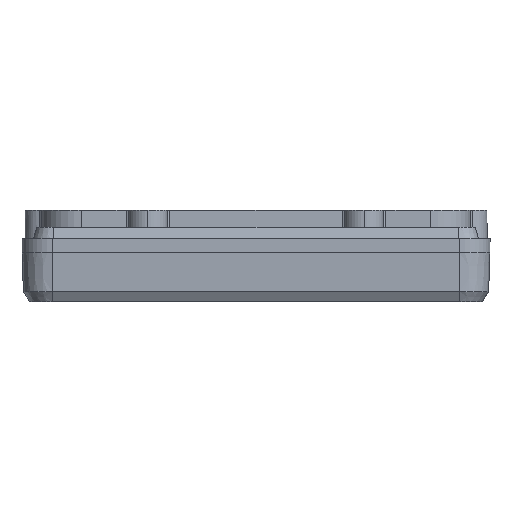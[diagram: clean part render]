
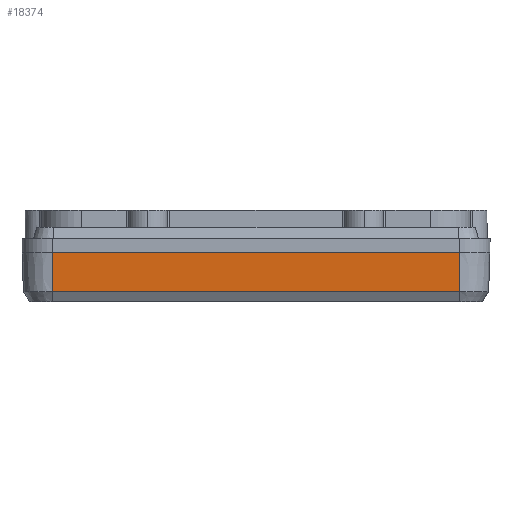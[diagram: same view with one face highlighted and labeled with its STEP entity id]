
A CAD part, left-side view. The second image highlights one B-rep face of the part: STEP entity #18374.
In plain terms, the highlighted planar face has unit normal (-0.999, 0, -0.035).
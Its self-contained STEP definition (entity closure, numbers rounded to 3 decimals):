
#462 = ORIENTED_EDGE ( 'NONE', *, *, #36128, .F. ) ;
#686 = VERTEX_POINT ( 'NONE', #8873 ) ;
#757 = EDGE_CURVE ( 'NONE', #9832, #25285, #12442, .T. ) ;
#1564 = CARTESIAN_POINT ( 'NONE',  ( -434.011, -58.906, 1.76 ) ) ;
#2421 = VECTOR ( 'NONE', #31614, 1000. ) ;
#2955 = CARTESIAN_POINT ( 'NONE',  ( -434.249, 11.965, 8.554 ) ) ;
#3134 = LINE ( 'NONE', #2955, #2421 ) ;
#6031 = CARTESIAN_POINT ( 'NONE',  ( -433.95, -58.906, -0.008 ) ) ;
#6242 = DIRECTION ( 'NONE',  ( 0., -1., 0. ) ) ;
#6790 = CARTESIAN_POINT ( 'NONE',  ( -434.011, 11.965, 1.76 ) ) ;
#8649 = LINE ( 'NONE', #6031, #22222 ) ;
#8873 = CARTESIAN_POINT ( 'NONE',  ( -434.249, 11.965, 8.554 ) ) ;
#9832 = VERTEX_POINT ( 'NONE', #23207 ) ;
#10309 = VERTEX_POINT ( 'NONE', #17889 ) ;
#11099 = DIRECTION ( 'NONE',  ( -0.999, 0., -0.035 ) ) ;
#11499 = EDGE_CURVE ( 'NONE', #10309, #25285, #8649, .T. ) ;
#12442 = LINE ( 'NONE', #6790, #31462 ) ;
#13865 = ORIENTED_EDGE ( 'NONE', *, *, #14471, .T. ) ;
#13909 = PLANE ( 'NONE',  #35081 ) ;
#14471 = EDGE_CURVE ( 'NONE', #686, #9832, #35813, .T. ) ;
#16336 = ORIENTED_EDGE ( 'NONE', *, *, #757, .T. ) ;
#17884 = EDGE_LOOP ( 'NONE', ( #462, #13865, #16336, #34394 ) ) ;
#17889 = CARTESIAN_POINT ( 'NONE',  ( -434.249, -58.906, 8.554 ) ) ;
#18374 = ADVANCED_FACE ( 'NONE', ( #36771 ), #13909, .T. ) ;
#18641 = DIRECTION ( 'NONE',  ( 0.035, 0., -0.999 ) ) ;
#20729 = DIRECTION ( 'NONE',  ( 0.035, 0., -0.999 ) ) ;
#22222 = VECTOR ( 'NONE', #18641, 1000. ) ;
#22606 = DIRECTION ( 'NONE',  ( -0.035, 0., 0.999 ) ) ;
#23207 = CARTESIAN_POINT ( 'NONE',  ( -434.011, 11.965, 1.76 ) ) ;
#25285 = VERTEX_POINT ( 'NONE', #1564 ) ;
#31462 = VECTOR ( 'NONE', #6242, 1000. ) ;
#31614 = DIRECTION ( 'NONE',  ( 0., -1., 0. ) ) ;
#32246 = CARTESIAN_POINT ( 'NONE',  ( -433.95, 11.965, -0.008 ) ) ;
#33214 = VECTOR ( 'NONE', #20729, 1000. ) ;
#34394 = ORIENTED_EDGE ( 'NONE', *, *, #11499, .F. ) ;
#35081 = AXIS2_PLACEMENT_3D ( 'NONE', #36960, #11099, #22606 ) ;
#35813 = LINE ( 'NONE', #32246, #33214 ) ;
#36128 = EDGE_CURVE ( 'NONE', #686, #10309, #3134, .T. ) ;
#36771 = FACE_OUTER_BOUND ( 'NONE', #17884, .T. ) ;
#36960 = CARTESIAN_POINT ( 'NONE',  ( -433.95, 11.965, -0.008 ) ) ;
